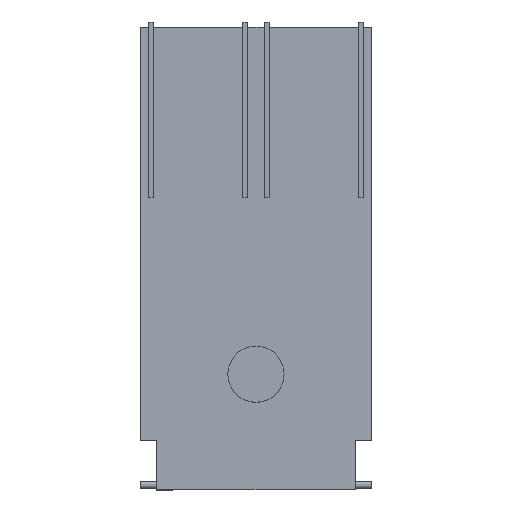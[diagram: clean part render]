
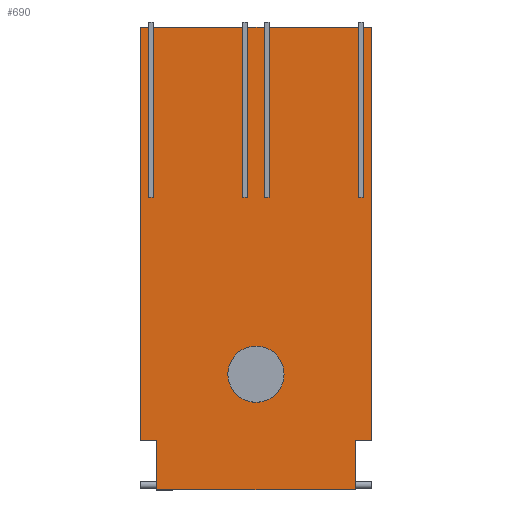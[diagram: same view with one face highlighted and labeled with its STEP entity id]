
A CAD part, top view. The second image highlights one B-rep face of the part: STEP entity #690.
In plain terms, the highlighted planar face has unit normal (0, 0, 1).
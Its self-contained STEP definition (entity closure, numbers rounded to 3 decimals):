
#17=FACE_BOUND('',#106,.T.);
#24=PLANE('',#754);
#63=FACE_OUTER_BOUND('',#105,.T.);
#105=EDGE_LOOP('',(#513,#514,#515,#516,#517,#518,#519,#520,#521,#522,#523,
#524,#525,#526,#527,#528,#529,#530,#531,#532,#533,#534,#535,#536));
#106=EDGE_LOOP('',(#537));
#140=LINE('',#991,#231);
#144=LINE('',#999,#235);
#148=LINE('',#1008,#239);
#151=LINE('',#1014,#242);
#154=LINE('',#1019,#245);
#155=LINE('',#1021,#246);
#156=LINE('',#1023,#247);
#157=LINE('',#1025,#248);
#158=LINE('',#1027,#249);
#159=LINE('',#1029,#250);
#160=LINE('',#1031,#251);
#161=LINE('',#1033,#252);
#162=LINE('',#1035,#253);
#163=LINE('',#1037,#254);
#164=LINE('',#1039,#255);
#165=LINE('',#1041,#256);
#166=LINE('',#1043,#257);
#167=LINE('',#1045,#258);
#168=LINE('',#1047,#259);
#169=LINE('',#1049,#260);
#170=LINE('',#1051,#261);
#171=LINE('',#1053,#262);
#172=LINE('',#1055,#263);
#173=LINE('',#1056,#264);
#231=VECTOR('',#810,10.);
#235=VECTOR('',#816,10.);
#239=VECTOR('',#822,10.);
#242=VECTOR('',#827,10.);
#245=VECTOR('',#832,10.);
#246=VECTOR('',#833,10.);
#247=VECTOR('',#834,10.);
#248=VECTOR('',#835,10.);
#249=VECTOR('',#836,10.);
#250=VECTOR('',#837,10.);
#251=VECTOR('',#838,10.);
#252=VECTOR('',#839,10.);
#253=VECTOR('',#840,10.);
#254=VECTOR('',#841,10.);
#255=VECTOR('',#842,10.);
#256=VECTOR('',#843,10.);
#257=VECTOR('',#844,10.);
#258=VECTOR('',#845,10.);
#259=VECTOR('',#846,10.);
#260=VECTOR('',#847,10.);
#261=VECTOR('',#848,10.);
#262=VECTOR('',#849,10.);
#263=VECTOR('',#850,10.);
#264=VECTOR('',#851,10.);
#324=CIRCLE('',#755,8.5);
#330=VERTEX_POINT('',#989);
#331=VERTEX_POINT('',#990);
#334=VERTEX_POINT('',#998);
#336=VERTEX_POINT('',#1004);
#338=VERTEX_POINT('',#1007);
#340=VERTEX_POINT('',#1013);
#342=VERTEX_POINT('',#1020);
#343=VERTEX_POINT('',#1022);
#344=VERTEX_POINT('',#1024);
#345=VERTEX_POINT('',#1026);
#346=VERTEX_POINT('',#1028);
#347=VERTEX_POINT('',#1030);
#348=VERTEX_POINT('',#1032);
#349=VERTEX_POINT('',#1034);
#350=VERTEX_POINT('',#1036);
#351=VERTEX_POINT('',#1038);
#352=VERTEX_POINT('',#1040);
#353=VERTEX_POINT('',#1042);
#354=VERTEX_POINT('',#1044);
#355=VERTEX_POINT('',#1046);
#356=VERTEX_POINT('',#1048);
#357=VERTEX_POINT('',#1050);
#358=VERTEX_POINT('',#1052);
#359=VERTEX_POINT('',#1054);
#360=VERTEX_POINT('',#1057);
#394=EDGE_CURVE('',#330,#331,#140,.T.);
#398=EDGE_CURVE('',#334,#330,#144,.T.);
#402=EDGE_CURVE('',#338,#336,#148,.T.);
#405=EDGE_CURVE('',#340,#338,#151,.T.);
#408=EDGE_CURVE('',#331,#340,#154,.T.);
#409=EDGE_CURVE('',#336,#342,#155,.T.);
#410=EDGE_CURVE('',#342,#343,#156,.T.);
#411=EDGE_CURVE('',#343,#344,#157,.T.);
#412=EDGE_CURVE('',#344,#345,#158,.T.);
#413=EDGE_CURVE('',#345,#346,#159,.T.);
#414=EDGE_CURVE('',#346,#347,#160,.T.);
#415=EDGE_CURVE('',#347,#348,#161,.T.);
#416=EDGE_CURVE('',#348,#349,#162,.T.);
#417=EDGE_CURVE('',#349,#350,#163,.T.);
#418=EDGE_CURVE('',#350,#351,#164,.T.);
#419=EDGE_CURVE('',#351,#352,#165,.T.);
#420=EDGE_CURVE('',#352,#353,#166,.T.);
#421=EDGE_CURVE('',#353,#354,#167,.T.);
#422=EDGE_CURVE('',#354,#355,#168,.T.);
#423=EDGE_CURVE('',#355,#356,#169,.T.);
#424=EDGE_CURVE('',#356,#357,#170,.T.);
#425=EDGE_CURVE('',#357,#358,#171,.T.);
#426=EDGE_CURVE('',#358,#359,#172,.T.);
#427=EDGE_CURVE('',#359,#334,#173,.T.);
#428=EDGE_CURVE('',#360,#360,#324,.T.);
#513=ORIENTED_EDGE('',*,*,#398,.T.);
#514=ORIENTED_EDGE('',*,*,#394,.T.);
#515=ORIENTED_EDGE('',*,*,#408,.T.);
#516=ORIENTED_EDGE('',*,*,#405,.T.);
#517=ORIENTED_EDGE('',*,*,#402,.T.);
#518=ORIENTED_EDGE('',*,*,#409,.T.);
#519=ORIENTED_EDGE('',*,*,#410,.T.);
#520=ORIENTED_EDGE('',*,*,#411,.T.);
#521=ORIENTED_EDGE('',*,*,#412,.T.);
#522=ORIENTED_EDGE('',*,*,#413,.T.);
#523=ORIENTED_EDGE('',*,*,#414,.T.);
#524=ORIENTED_EDGE('',*,*,#415,.T.);
#525=ORIENTED_EDGE('',*,*,#416,.T.);
#526=ORIENTED_EDGE('',*,*,#417,.T.);
#527=ORIENTED_EDGE('',*,*,#418,.T.);
#528=ORIENTED_EDGE('',*,*,#419,.T.);
#529=ORIENTED_EDGE('',*,*,#420,.T.);
#530=ORIENTED_EDGE('',*,*,#421,.T.);
#531=ORIENTED_EDGE('',*,*,#422,.T.);
#532=ORIENTED_EDGE('',*,*,#423,.T.);
#533=ORIENTED_EDGE('',*,*,#424,.T.);
#534=ORIENTED_EDGE('',*,*,#425,.T.);
#535=ORIENTED_EDGE('',*,*,#426,.T.);
#536=ORIENTED_EDGE('',*,*,#427,.T.);
#537=ORIENTED_EDGE('',*,*,#428,.T.);
#690=ADVANCED_FACE('',(#63,#17),#24,.T.);
#754=AXIS2_PLACEMENT_3D('',#1018,#830,#831);
#755=AXIS2_PLACEMENT_3D('',#1058,#852,#853);
#810=DIRECTION('',(0.,-1.,0.));
#816=DIRECTION('',(1.,0.,0.));
#822=DIRECTION('',(1.,0.,0.));
#827=DIRECTION('',(0.,1.,0.));
#830=DIRECTION('center_axis',(0.,0.,1.));
#831=DIRECTION('ref_axis',(1.,0.,0.));
#832=DIRECTION('',(1.,0.,0.));
#833=DIRECTION('',(0.,1.,0.));
#834=DIRECTION('',(-1.,0.,0.));
#835=DIRECTION('',(0.,-1.,0.));
#836=DIRECTION('',(-1.,0.,0.));
#837=DIRECTION('',(0.,1.,0.));
#838=DIRECTION('',(-1.,0.,0.));
#839=DIRECTION('',(0.,-1.,0.));
#840=DIRECTION('',(-1.,0.,0.));
#841=DIRECTION('',(0.,1.,0.));
#842=DIRECTION('',(-1.,0.,0.));
#843=DIRECTION('',(0.,-1.,0.));
#844=DIRECTION('',(-1.,0.,0.));
#845=DIRECTION('',(0.,1.,0.));
#846=DIRECTION('',(-1.,0.,0.));
#847=DIRECTION('',(0.,-1.,0.));
#848=DIRECTION('',(-1.,0.,0.));
#849=DIRECTION('',(0.,1.,0.));
#850=DIRECTION('',(-1.,0.,0.));
#851=DIRECTION('',(0.,-1.,0.));
#852=DIRECTION('center_axis',(0.,0.,-1.));
#853=DIRECTION('ref_axis',(-1.,0.,0.));
#989=CARTESIAN_POINT('',(-22.702,-46.828,0.));
#990=CARTESIAN_POINT('',(-22.702,-61.828,0.));
#991=CARTESIAN_POINT('',(-22.702,-36.828,0.));
#998=CARTESIAN_POINT('',(-27.702,-46.828,0.));
#999=CARTESIAN_POINT('',(-10.202,-46.828,0.));
#1004=CARTESIAN_POINT('',(42.298,-46.828,0.));
#1007=CARTESIAN_POINT('',(37.305,-46.828,0.));
#1008=CARTESIAN_POINT('',(22.302,-46.828,0.));
#1013=CARTESIAN_POINT('',(37.305,-61.828,0.));
#1014=CARTESIAN_POINT('',(37.305,-44.328,0.));
#1018=CARTESIAN_POINT('Origin',(7.298,-26.828,0.));
#1019=CARTESIAN_POINT('',(-27.702,-61.828,0.));
#1020=CARTESIAN_POINT('',(42.298,78.172,0.));
#1021=CARTESIAN_POINT('',(42.298,-61.828,0.));
#1022=CARTESIAN_POINT('',(39.798,78.172,0.));
#1023=CARTESIAN_POINT('',(42.298,78.172,0.));
#1024=CARTESIAN_POINT('',(39.798,26.672,0.));
#1025=CARTESIAN_POINT('',(39.798,-0.078,0.));
#1026=CARTESIAN_POINT('',(38.298,26.672,0.));
#1027=CARTESIAN_POINT('',(22.798,26.672,0.));
#1028=CARTESIAN_POINT('',(38.298,78.172,0.));
#1029=CARTESIAN_POINT('',(38.298,26.422,0.));
#1030=CARTESIAN_POINT('',(11.298,78.172,0.));
#1031=CARTESIAN_POINT('',(42.298,78.172,0.));
#1032=CARTESIAN_POINT('',(11.298,26.672,0.));
#1033=CARTESIAN_POINT('',(11.298,-0.078,0.));
#1034=CARTESIAN_POINT('',(9.798,26.672,0.));
#1035=CARTESIAN_POINT('',(8.548,26.672,0.));
#1036=CARTESIAN_POINT('',(9.798,78.172,0.));
#1037=CARTESIAN_POINT('',(9.798,26.422,0.));
#1038=CARTESIAN_POINT('',(4.798,78.172,0.));
#1039=CARTESIAN_POINT('',(42.298,78.172,0.));
#1040=CARTESIAN_POINT('',(4.798,26.672,0.));
#1041=CARTESIAN_POINT('',(4.798,-0.078,0.));
#1042=CARTESIAN_POINT('',(3.298,26.672,0.));
#1043=CARTESIAN_POINT('',(5.298,26.672,0.));
#1044=CARTESIAN_POINT('',(3.298,78.172,0.));
#1045=CARTESIAN_POINT('',(3.298,25.672,0.));
#1046=CARTESIAN_POINT('',(-23.702,78.172,0.));
#1047=CARTESIAN_POINT('',(42.298,78.172,0.));
#1048=CARTESIAN_POINT('',(-23.702,26.672,0.));
#1049=CARTESIAN_POINT('',(-23.702,0.672,0.));
#1050=CARTESIAN_POINT('',(-25.202,26.672,0.));
#1051=CARTESIAN_POINT('',(-8.952,26.672,0.));
#1052=CARTESIAN_POINT('',(-25.202,78.172,0.));
#1053=CARTESIAN_POINT('',(-25.202,26.422,0.));
#1054=CARTESIAN_POINT('',(-27.702,78.172,0.));
#1055=CARTESIAN_POINT('',(42.298,78.172,0.));
#1056=CARTESIAN_POINT('',(-27.702,8.172,0.));
#1057=CARTESIAN_POINT('',(15.798,-26.828,0.));
#1058=CARTESIAN_POINT('Origin',(7.298,-26.828,0.));
